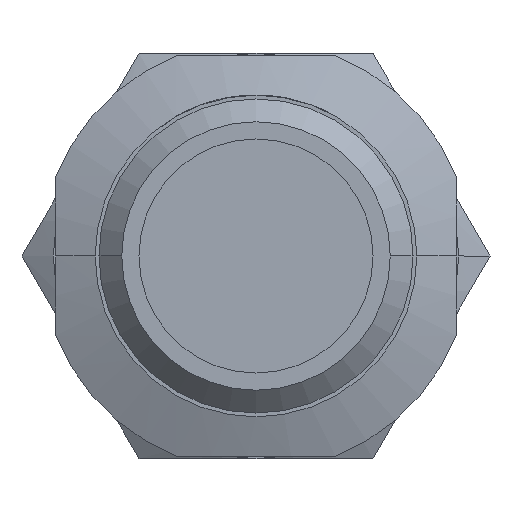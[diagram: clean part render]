
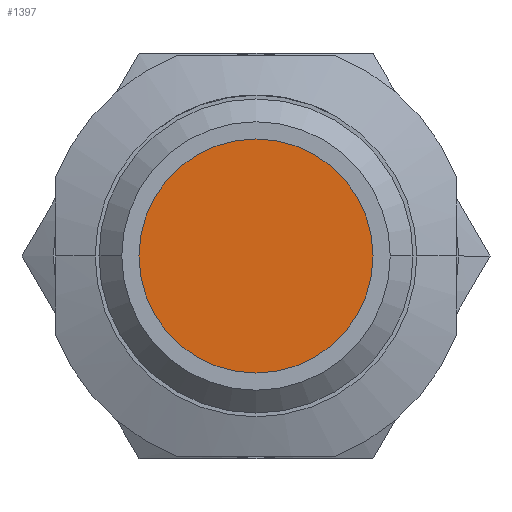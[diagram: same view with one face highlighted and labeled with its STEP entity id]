
A CAD part, left-side view. The second image highlights one B-rep face of the part: STEP entity #1397.
In plain terms, the highlighted planar face has unit normal (-1, 0, 0).
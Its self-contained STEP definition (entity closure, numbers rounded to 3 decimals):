
#4 = CARTESIAN_POINT ( 'NONE',  ( 1.95, -2.31, 0. ) ) ;
#431 = CIRCLE ( 'NONE', #2545, 2.31 ) ;
#491 = EDGE_CURVE ( 'NONE', #1168, #6897, #431, .T. ) ;
#797 = DIRECTION ( 'NONE',  ( 0., 0., 1. ) ) ;
#847 = EDGE_CURVE ( 'NONE', #1168, #6897, #5685, .T. ) ;
#1168 = VERTEX_POINT ( 'NONE', #1914 ) ;
#1386 = FACE_OUTER_BOUND ( 'NONE', #6609, .T. ) ;
#1397 = ADVANCED_FACE ( 'NONE', ( #1386 ), #4619, .T. ) ;
#1704 = DIRECTION ( 'NONE',  ( 1., 0., 0. ) ) ;
#1835 = CARTESIAN_POINT ( 'NONE',  ( 1.95, 0., 0. ) ) ;
#1914 = CARTESIAN_POINT ( 'NONE',  ( 1.95, 2.31, 0. ) ) ;
#2545 = AXIS2_PLACEMENT_3D ( 'NONE', #4579, #4653, #6267 ) ;
#2730 = DIRECTION ( 'NONE',  ( 0., 1., 0. ) ) ;
#2768 = CARTESIAN_POINT ( 'NONE',  ( 1.95, 0., 0. ) ) ;
#3301 = ORIENTED_EDGE ( 'NONE', *, *, #847, .F. ) ;
#4492 = ORIENTED_EDGE ( 'NONE', *, *, #491, .T. ) ;
#4579 = CARTESIAN_POINT ( 'NONE',  ( 1.95, 0., 0. ) ) ;
#4619 = PLANE ( 'NONE',  #5303 ) ;
#4653 = DIRECTION ( 'NONE',  ( -1., 0., 0. ) ) ;
#5303 = AXIS2_PLACEMENT_3D ( 'NONE', #1835, #6342, #797 ) ;
#5528 = AXIS2_PLACEMENT_3D ( 'NONE', #2768, #1704, #2730 ) ;
#5685 = CIRCLE ( 'NONE', #5528, 2.31 ) ;
#6267 = DIRECTION ( 'NONE',  ( 0., 1., 0. ) ) ;
#6342 = DIRECTION ( 'NONE',  ( -1., 0., 0. ) ) ;
#6609 = EDGE_LOOP ( 'NONE', ( #4492, #3301 ) ) ;
#6897 = VERTEX_POINT ( 'NONE', #4 ) ;
